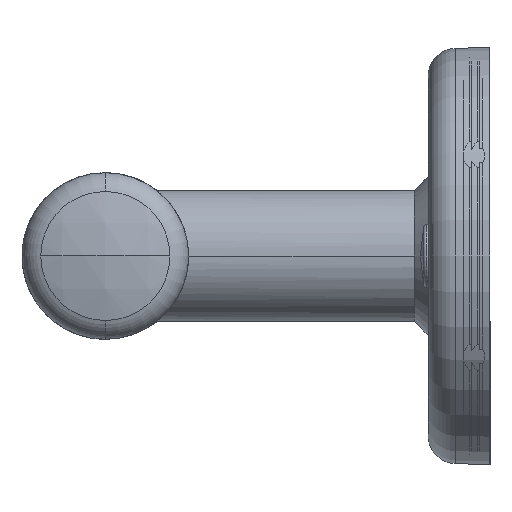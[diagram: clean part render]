
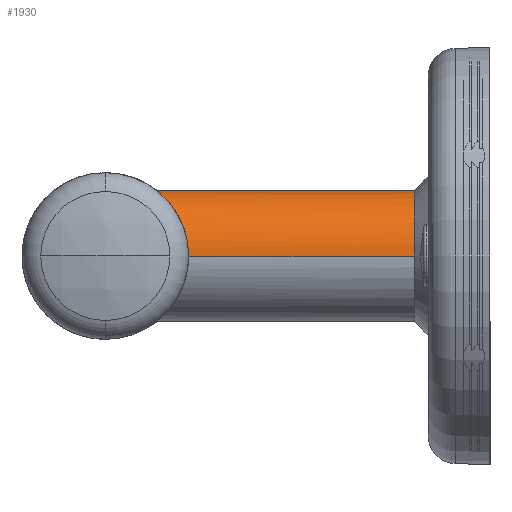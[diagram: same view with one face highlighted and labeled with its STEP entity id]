
A CAD part, left-side view. The second image highlights one B-rep face of the part: STEP entity #1930.
In plain terms, the highlighted cylindrical face has radius 12.5 mm (diameter 25 mm), a partial arc.
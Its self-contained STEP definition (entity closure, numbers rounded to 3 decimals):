
#123 = DIRECTION ( 'NONE',  ( -1., 0., 0. ) ) ;
#433 = CARTESIAN_POINT ( 'NONE',  ( -151.418, 287.68, -261.284 ) ) ;
#483 = CARTESIAN_POINT ( 'NONE',  ( -142.975, 291.365, -257.147 ) ) ;
#499 = VERTEX_POINT ( 'NONE', #6224 ) ;
#529 = CARTESIAN_POINT ( 'NONE',  ( -130.96, 286.369, -263.892 ) ) ;
#567 = VERTEX_POINT ( 'NONE', #1707 ) ;
#626 = CARTESIAN_POINT ( 'NONE',  ( -153.878, 285.883, -265.417 ) ) ;
#712 = EDGE_CURVE ( 'NONE', #4880, #499, #3569, .T. ) ;
#741 = CARTESIAN_POINT ( 'NONE',  ( -142.1, 242.247, -269.624 ) ) ;
#756 = VERTEX_POINT ( 'NONE', #7385 ) ;
#1010 = DIRECTION ( 'NONE',  ( 0., -1., 0. ) ) ;
#1060 = AXIS2_PLACEMENT_3D ( 'NONE', #741, #6687, #5256 ) ;
#1109 = EDGE_CURVE ( 'NONE', #499, #2459, #7019, .T. ) ;
#1166 = CARTESIAN_POINT ( 'NONE',  ( -150.313, 288.421, -260.169 ) ) ;
#1215 = CARTESIAN_POINT ( 'NONE',  ( -154.6, 285.322, -268.752 ) ) ;
#1359 = CARTESIAN_POINT ( 'NONE',  ( -135.791, 289.557, -258.804 ) ) ;
#1707 = CARTESIAN_POINT ( 'NONE',  ( -129.6, 285.322, -269.624 ) ) ;
#1904 = CARTESIAN_POINT ( 'NONE',  ( -129.622, 285.339, -268.765 ) ) ;
#1930 = ADVANCED_FACE ( 'Defeatured_0_53', ( #6847 ), #3710, .T. ) ;
#1950 = CARTESIAN_POINT ( 'NONE',  ( -133.889, 288.423, -260.167 ) ) ;
#1991 = AXIS2_PLACEMENT_3D ( 'NONE', #3815, #9010, #123 ) ;
#2002 = CARTESIAN_POINT ( 'NONE',  ( -142.546, 291.395, -257.125 ) ) ;
#2015 = DIRECTION ( 'NONE',  ( 0., -1., 0. ) ) ;
#2102 = CARTESIAN_POINT ( 'NONE',  ( -149.715, 288.801, -259.681 ) ) ;
#2205 = VECTOR ( 'NONE', #2015, 1000. ) ;
#2459 = VERTEX_POINT ( 'NONE', #9023 ) ;
#2618 = EDGE_LOOP ( 'NONE', ( #4622, #3655, #5642, #7437, #9170 ) ) ;
#2702 = CARTESIAN_POINT ( 'NONE',  ( -152.837, 286.67, -263.175 ) ) ;
#2752 = CARTESIAN_POINT ( 'NONE',  ( -154.134, 285.686, -266.217 ) ) ;
#2799 = CARTESIAN_POINT ( 'NONE',  ( -133.056, 287.869, -260.986 ) ) ;
#2849 = CARTESIAN_POINT ( 'NONE',  ( -132.79, 287.687, -261.274 ) ) ;
#2891 = EDGE_CURVE ( 'NONE', #567, #4880, #5386, .T. ) ;
#2895 = CARTESIAN_POINT ( 'NONE',  ( -136.479, 289.921, -258.431 ) ) ;
#3436 = CARTESIAN_POINT ( 'NONE',  ( -144.252, 291.17, -257.304 ) ) ;
#3485 = CARTESIAN_POINT ( 'NONE',  ( -151.924, 287.328, -261.885 ) ) ;
#3569 = CIRCLE ( 'NONE', #5289, 12.5 ) ;
#3578 = CARTESIAN_POINT ( 'NONE',  ( -129.6, 285.322, -269.624 ) ) ;
#3627 = CARTESIAN_POINT ( 'NONE',  ( -154.506, 285.395, -267.877 ) ) ;
#3655 = ORIENTED_EDGE ( 'NONE', *, *, #7911, .T. ) ;
#3710 = CYLINDRICAL_SURFACE ( 'NONE', #1991, 12.5 ) ;
#3815 = CARTESIAN_POINT ( 'NONE',  ( -142.1, 301.222, -269.624 ) ) ;
#4170 = CARTESIAN_POINT ( 'NONE',  ( -154.242, 285.601, -266.626 ) ) ;
#4221 = CARTESIAN_POINT ( 'NONE',  ( -151.151, 287.864, -260.994 ) ) ;
#4363 = CARTESIAN_POINT ( 'NONE',  ( -132.28, 287.331, -261.879 ) ) ;
#4524 = VECTOR ( 'NONE', #1010, 1000. ) ;
#4546 = DIRECTION ( 'NONE',  ( 0., -1., 0. ) ) ;
#4622 = ORIENTED_EDGE ( 'NONE', *, *, #2891, .F. ) ;
#4880 = VERTEX_POINT ( 'NONE', #6619 ) ;
#4909 = CARTESIAN_POINT ( 'NONE',  ( -130.297, 285.866, -265.423 ) ) ;
#4950 = CARTESIAN_POINT ( 'NONE',  ( -138.742, 290.844, -257.576 ) ) ;
#4998 = CARTESIAN_POINT ( 'NONE',  ( -139.969, 291.175, -257.3 ) ) ;
#5091 = CARTESIAN_POINT ( 'NONE',  ( -153.231, 286.375, -263.877 ) ) ;
#5256 = DIRECTION ( 'NONE',  ( 1., 0., 0. ) ) ;
#5289 = AXIS2_PLACEMENT_3D ( 'NONE', #8179, #4546, #6798 ) ;
#5386 = LINE ( 'NONE', #7640, #4524 ) ;
#5642 = ORIENTED_EDGE ( 'NONE', *, *, #8640, .T. ) ;
#5685 = CARTESIAN_POINT ( 'NONE',  ( -153.729, 285.997, -265.022 ) ) ;
#5733 = CARTESIAN_POINT ( 'NONE',  ( -152.163, 287.158, -262.198 ) ) ;
#5784 = CARTESIAN_POINT ( 'NONE',  ( -148.751, 289.359, -259.034 ) ) ;
#5836 = CARTESIAN_POINT ( 'NONE',  ( -141.682, 291.396, -257.124 ) ) ;
#6224 = CARTESIAN_POINT ( 'NONE',  ( -142.1, 242.247, -257.124 ) ) ;
#6427 = CARTESIAN_POINT ( 'NONE',  ( -129.6, 285.322, -269.195 ) ) ;
#6567 = CARTESIAN_POINT ( 'NONE',  ( -130.041, 285.667, -266.224 ) ) ;
#6619 = CARTESIAN_POINT ( 'NONE',  ( -129.6, 242.247, -269.624 ) ) ;
#6621 = CARTESIAN_POINT ( 'NONE',  ( -129.778, 285.462, -267.477 ) ) ;
#6687 = DIRECTION ( 'NONE',  ( 0., -1., 0. ) ) ;
#6798 = DIRECTION ( 'NONE',  ( 1., 0., 0. ) ) ;
#6847 = FACE_OUTER_BOUND ( 'NONE', #2618, .T. ) ;
#7019 = CIRCLE ( 'NONE', #1060, 12.5 ) ;
#7202 = CARTESIAN_POINT ( 'NONE',  ( -147.729, 289.901, -258.456 ) ) ;
#7310 = CARTESIAN_POINT ( 'NONE',  ( -154.6, 301.222, -269.624 ) ) ;
#7348 = CARTESIAN_POINT ( 'NONE',  ( -132.037, 287.158, -262.197 ) ) ;
#7385 = CARTESIAN_POINT ( 'NONE',  ( -154.6, 285.322, -269.624 ) ) ;
#7437 = ORIENTED_EDGE ( 'NONE', *, *, #1109, .F. ) ;
#7640 = CARTESIAN_POINT ( 'NONE',  ( -129.6, 301.222, -269.624 ) ) ;
#7895 = CARTESIAN_POINT ( 'NONE',  ( -146.262, 290.57, -257.81 ) ) ;
#7911 = EDGE_CURVE ( 'NONE', #567, #756, #9074, .T. ) ;
#7942 = CARTESIAN_POINT ( 'NONE',  ( -134.489, 288.804, -259.677 ) ) ;
#7995 = CARTESIAN_POINT ( 'NONE',  ( -154.6, 285.322, -269.624 ) ) ;
#8087 = CARTESIAN_POINT ( 'NONE',  ( -143.826, 291.254, -257.237 ) ) ;
#8179 = CARTESIAN_POINT ( 'NONE',  ( -142.1, 242.247, -269.624 ) ) ;
#8634 = CARTESIAN_POINT ( 'NONE',  ( -148.419, 289.542, -258.832 ) ) ;
#8640 = EDGE_CURVE ( 'NONE', #756, #2459, #9482, .T. ) ;
#8681 = CARTESIAN_POINT ( 'NONE',  ( -139.147, 290.969, -257.47 ) ) ;
#8723 = CARTESIAN_POINT ( 'NONE',  ( -141.243, 291.367, -257.146 ) ) ;
#8780 = CARTESIAN_POINT ( 'NONE',  ( -131.356, 286.665, -263.185 ) ) ;
#8828 = CARTESIAN_POINT ( 'NONE',  ( -147.369, 290.076, -258.282 ) ) ;
#9010 = DIRECTION ( 'NONE',  ( 0., -1., 0. ) ) ;
#9023 = CARTESIAN_POINT ( 'NONE',  ( -154.6, 242.247, -269.624 ) ) ;
#9074 = B_SPLINE_CURVE_WITH_KNOTS ( 'NONE', 3,
 ( #3578, #6427, #1904, #9564, #6621, #6567, #4909, #529, #8780, #7348, #4363, #2849, #2799, #1950, #7942, #1359, #2895, #9470, #9422, #4950, #8681, #4998, #9610, #8723, #5836, #2002, #483, #8087, #3436, #9513, #7895, #8828, #7202, #8634, #5784, #2102, #1166, #4221, #433, #3485, #5733, #2702, #5091, #5685, #626, #2752, #4170, #3627, #1215, #7995 ),
 .UNSPECIFIED., .F., .F.,
 ( 4, 2, 2, 2, 2, 2, 2, 2, 2, 2, 2, 2, 2, 2, 2, 2, 2, 2, 2, 2, 2, 2, 2, 2, 4 ),
 ( 0.041, 0.043, 0.044, 0.046, 0.049, 0.05, 0.052, 0.054, 0.057, 0.058, 0.059, 0.061, 0.062, 0.063, 0.064, 0.067, 0.068, 0.07, 0.072, 0.073, 0.075, 0.077, 0.079, 0.08, 0.082 ),
 .UNSPECIFIED. ) ;
#9170 = ORIENTED_EDGE ( 'NONE', *, *, #712, .F. ) ;
#9422 = CARTESIAN_POINT ( 'NONE',  ( -137.957, 290.564, -257.823 ) ) ;
#9470 = CARTESIAN_POINT ( 'NONE',  ( -137.579, 290.41, -257.963 ) ) ;
#9482 = LINE ( 'NONE', #7310, #2205 ) ;
#9513 = CARTESIAN_POINT ( 'NONE',  ( -145.489, 290.858, -257.563 ) ) ;
#9564 = CARTESIAN_POINT ( 'NONE',  ( -129.711, 285.409, -267.907 ) ) ;
#9610 = CARTESIAN_POINT ( 'NONE',  ( -140.388, 291.256, -257.234 ) ) ;
